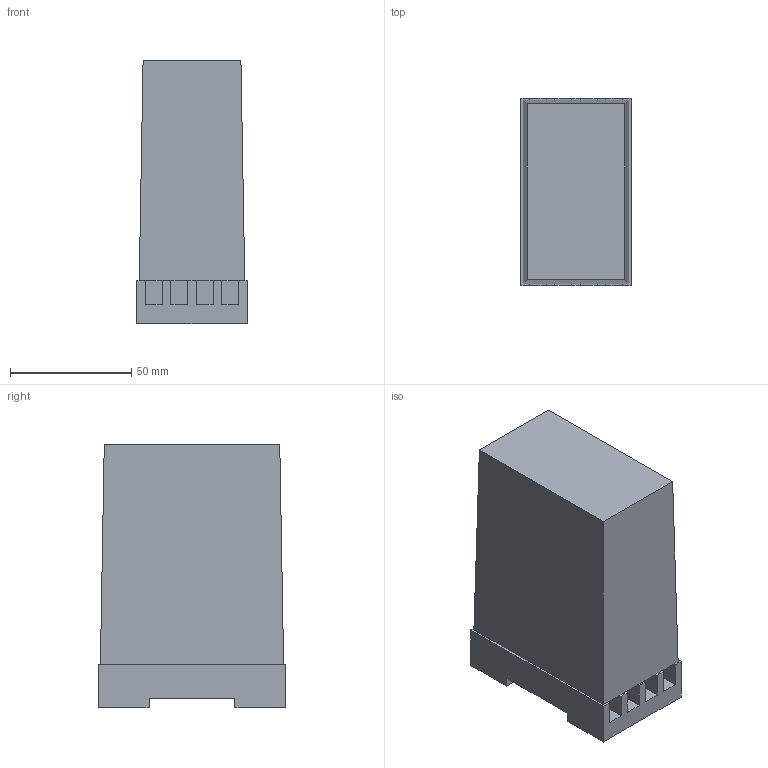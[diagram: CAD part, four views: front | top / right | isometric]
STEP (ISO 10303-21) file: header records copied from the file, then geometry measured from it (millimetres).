
FILE_DESCRIPTION (( 'STEP AP214' ), '1' );
FILE_NAME ('03JS20俋諉宒.STEP', '2025-03-29T00:42:31', ( '' ), ( 'Microsoft' ), 'SwSTEP 2.0', 'SolidWorks 2014', '' );
FILE_SCHEMA (( 'AUTOMOTIVE_DESIGN' ));
Length unit declared in the file: millimetre
Products named in the file (1): 03JS20俋諉宒
Bounding box: 45.5 x 77.5 x 109 mm (x, y, z)
Volume: 334820.7 mm3; surface area: 34948.4 mm2
Topology: 1 solids, 1 shells, 62 faces, 164 edges, 104 vertices
Faces by surface type: plane 62
Entity records: 2576 total; most frequent: CARTESIAN_POINT 331, ORIENTED_EDGE 328, DIRECTION 290, VECTOR 164, LINE 164, EDGE_CURVE 164, VERTEX_POINT 104, UNCERTAINTY_MEASURE_WITH_UNIT 65
